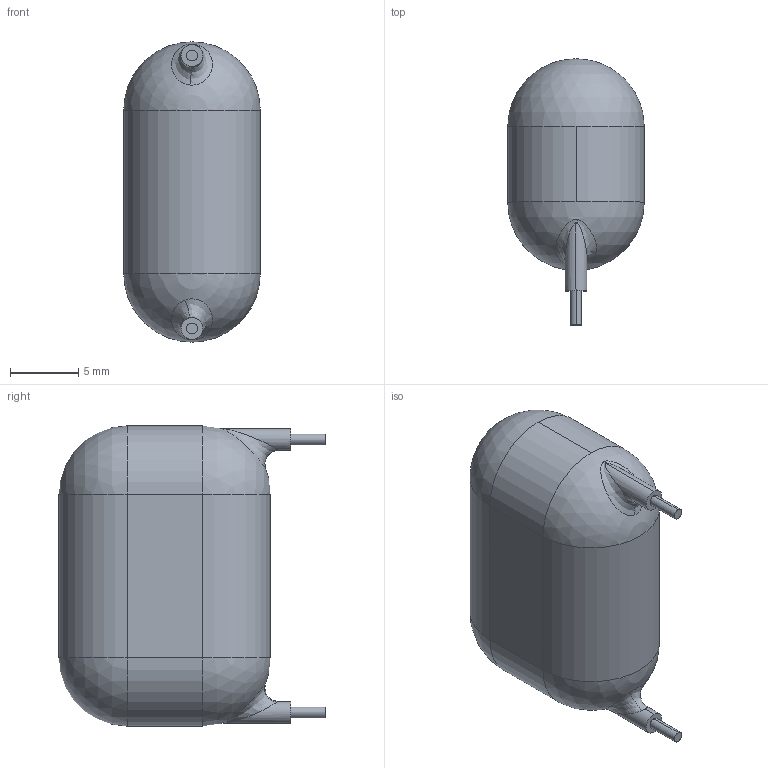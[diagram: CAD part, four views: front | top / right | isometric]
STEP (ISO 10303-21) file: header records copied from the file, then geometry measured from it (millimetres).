
FILE_DESCRIPTION (( 'STEP AP214' ), '1' );
FILE_NAME ('Cap Poly Film 20mm Pitch.STEP', '2019-03-29T00:23:05', ( '' ), ( '' ), 'SwSTEP 2.0', 'SolidWorks 2018', '' );
FILE_SCHEMA (( 'AUTOMOTIVE_DESIGN' ));
Length unit declared in the file: millimetre
Products named in the file (1): Cap Poly Film 20mm Pitch
Bounding box: 10 x 19.5 x 22 mm (x, y, z)
Volume: 2577.8 mm3; surface area: 1039.2 mm2
Topology: 1 solids, 1 shells, 28 faces, 66 edges, 40 vertices
Faces by surface type: cylinder 14, plane 6, bspline 4, sphere 4
Entity records: 1590 total; most frequent: CARTESIAN_POINT 665, DIRECTION 124, ORIENTED_EDGE 116, EDGE_CURVE 58, AXIS2_PLACEMENT_3D 53, VERTEX_POINT 36, EDGE_LOOP 32, UNCERTAINTY_MEASURE_WITH_UNIT 31
